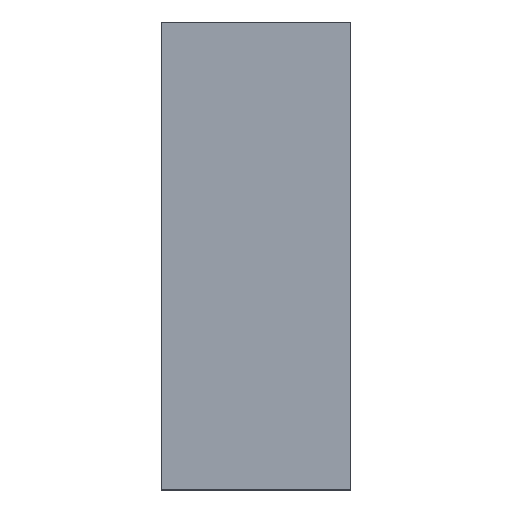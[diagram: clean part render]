
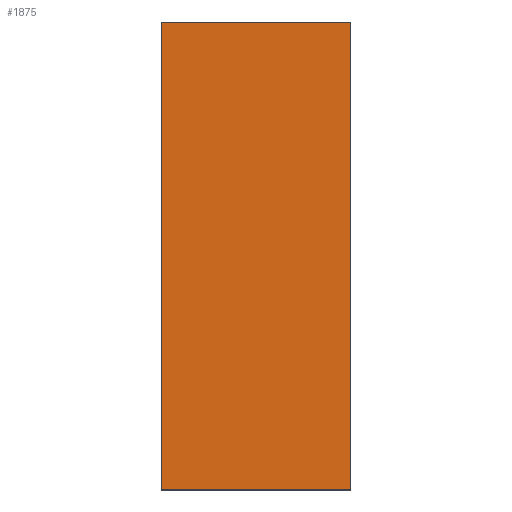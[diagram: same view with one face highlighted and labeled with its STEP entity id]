
A CAD part, top view. The second image highlights one B-rep face of the part: STEP entity #1875.
In plain terms, the highlighted planar face has unit normal (0, 0, 1).
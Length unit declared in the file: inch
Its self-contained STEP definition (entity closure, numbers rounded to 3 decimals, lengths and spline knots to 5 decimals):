
#409=PLANE('',#2059);
#501=FACE_OUTER_BOUND('',#593,.T.);
#593=EDGE_LOOP('',(#1750,#1751,#1752,#1753));
#666=LINE('',#2835,#808);
#731=LINE('',#3345,#873);
#733=LINE('',#3349,#875);
#736=LINE('',#3353,#878);
#808=VECTOR('',#2248,0.3937);
#873=VECTOR('',#2545,0.3937);
#875=VECTOR('',#2549,0.3937);
#878=VECTOR('',#2554,0.3937);
#974=VERTEX_POINT('',#2832);
#975=VERTEX_POINT('',#2834);
#1042=VERTEX_POINT('',#3344);
#1043=VERTEX_POINT('',#3348);
#1140=EDGE_CURVE('',#974,#975,#666,.T.);
#1276=EDGE_CURVE('',#1042,#975,#731,.T.);
#1278=EDGE_CURVE('',#1042,#1043,#733,.T.);
#1281=EDGE_CURVE('',#1043,#974,#736,.T.);
#1750=ORIENTED_EDGE('',*,*,#1281,.F.);
#1751=ORIENTED_EDGE('',*,*,#1278,.F.);
#1752=ORIENTED_EDGE('',*,*,#1276,.T.);
#1753=ORIENTED_EDGE('',*,*,#1140,.F.);
#1875=ADVANCED_FACE('',(#501),#409,.T.);
#2059=AXIS2_PLACEMENT_3D('',#3354,#2555,#2556);
#2248=DIRECTION('',(0.,1.,0.));
#2545=DIRECTION('',(-1.,0.,0.));
#2549=DIRECTION('',(0.,-1.,0.));
#2554=DIRECTION('',(-1.,0.,0.));
#2555=DIRECTION('center_axis',(0.,0.,1.));
#2556=DIRECTION('ref_axis',(0.,-1.,0.));
#2832=CARTESIAN_POINT('',(-6.5,-16.,6.5));
#2834=CARTESIAN_POINT('',(-6.5,16.,6.5));
#2835=CARTESIAN_POINT('',(-6.5,-16.,6.5));
#3344=CARTESIAN_POINT('',(6.5,16.,6.5));
#3345=CARTESIAN_POINT('',(0.,16.,6.5));
#3348=CARTESIAN_POINT('',(6.5,-16.,6.5));
#3349=CARTESIAN_POINT('',(6.5,-16.,6.5));
#3353=CARTESIAN_POINT('',(0.,-16.,6.5));
#3354=CARTESIAN_POINT('Origin',(0.,16.,6.5));
